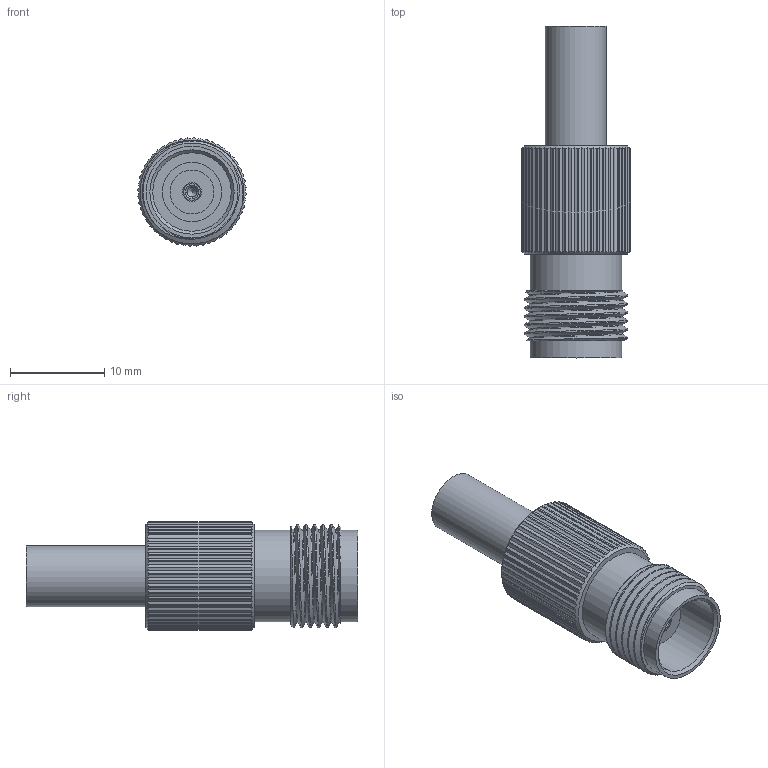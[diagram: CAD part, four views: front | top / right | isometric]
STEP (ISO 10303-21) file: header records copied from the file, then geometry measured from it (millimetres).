
FILE_DESCRIPTION(/* description */ ('Unknown'),/* implementation_level */ '2;1');
FILE_NAME(/* name */ '67026022410120',/* time_stamp */ '2025-03-13T14:22:48+01:00',/* author */ ('Unknown'),/* organization */ ('Unknown'),/* preprocessor_version */ 'ST-DEVELOPER v19.4',/* originating_system */ 'Solid Edge',/* authorisation */ 'Unknown');
FILE_SCHEMA (('AP203_CONFIGURATION_CONTROLLED_3D_DESIGN_OF_MECHANICAL_PARTS_AND_ASSEMBLIES_MIM_LF { 1 0 10303 203 3 1 4 }','MODEL_BASED_INTEGRATED_MANUFACTURING_SCHEMA','AUTOMOTIVE_DESIGN {1 0 10303 214 3 1 1}'));
Products named in the file (1): 67026022410120
Bounding box: 11.5 x 35.2 x 11.5 mm (x, y, z)
Volume: 1802.3 mm3; surface area: 2737.5 mm2
Topology: 1 solids, 1 shells, 1224 faces, 2685 edges, 1477 vertices
Faces by surface type: bspline 674, cylinder 275, plane 252, cone 23
Full cylindrical faces by diameter (mm): 0.93 x1, 1.05 x1, 1.41 x1, 1.9 x1, 2 x1, 3 x1, 3.05 x1, 4.5 x3, 4.67 x1, 5.33 x1, 6.25 x1, 6.48 x1, 6.75 x1, 6.78 x1, 7 x1, 8.33 x1, 9.7 x2
Entity records: 49908 total; most frequent: CARTESIAN_POINT 22549, ORIENTED_EDGE 5284, EDGE_CURVE 2642, DIRECTION 2186, VERTEX_POINT 1466, FACE_BOUND 1270, EDGE_LOOP 1268, STYLED_ITEM 1224
